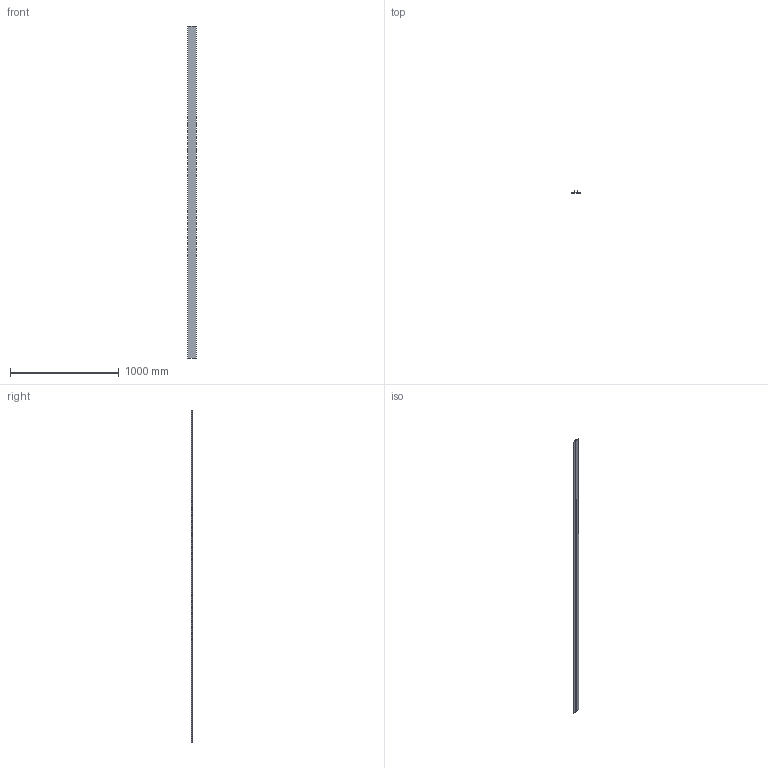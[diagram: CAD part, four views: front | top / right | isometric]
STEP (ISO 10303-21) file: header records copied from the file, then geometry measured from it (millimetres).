
FILE_DESCRIPTION(('TurboCAD Mac Pro'),'Build 980');
FILE_NAME('P3184F.stp',' ',(''),(''),'ACIS Interop','IMSI','TurboCAD Mac Pro BY IMSI, INCORPORATED');
FILE_SCHEMA(('automotive_design'));
Length unit declared in the file: inch
Products named in the file (1): 1
Bounding box: 75.64 x 13.83 x 3048 mm (x, y, z)
Volume: 476721.6 mm3; surface area: 646361.7 mm2
Topology: 1 solids, 1 shells, 146 faces, 432 edges, 288 vertices
Faces by surface type: plane 146
Entity records: 5968 total; most frequent: CARTESIAN_POINT 867, ORIENTED_EDGE 864, DIRECTION 726, EDGE_CURVE 432, LINE 432, VECTOR 432, VERTEX_POINT 288, STYLED_ITEM 147
